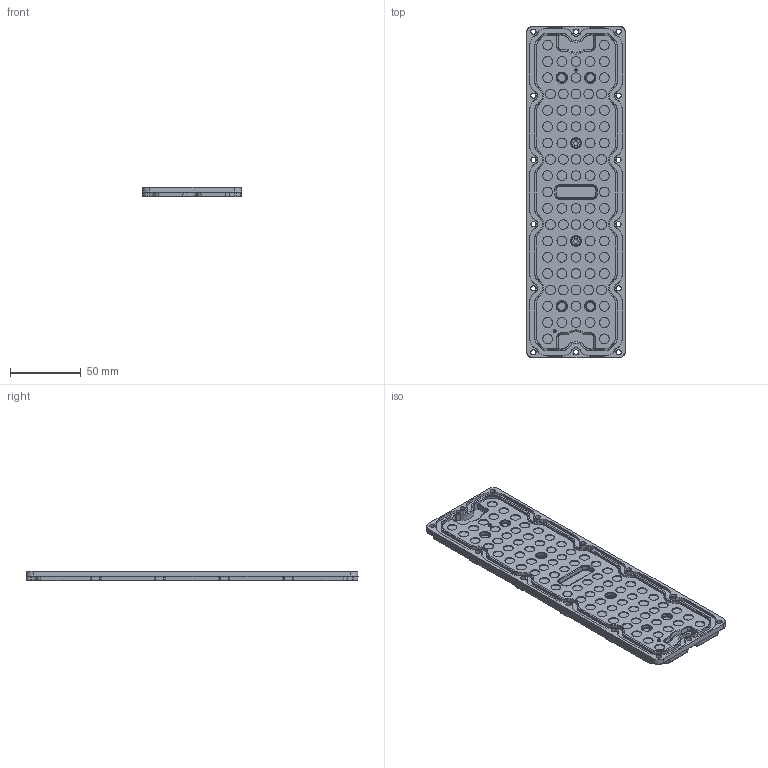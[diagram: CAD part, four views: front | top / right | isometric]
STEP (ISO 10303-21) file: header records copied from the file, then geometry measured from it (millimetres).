
FILE_DESCRIPTION(/* description */ (''),/* implementation_level */ '2;1');
FILE_NAME(/* name */ 'AJHB236D80LED60G.stp',/* time_stamp */ '2025-04-11T19:59:14+08:00',/* author */ (''),/* organization */ (''),/* preprocessor_version */ 'ST-DEVELOPER v16.7',/* originating_system */ 'SIEMENS PLM Software NX 12.0',/* authorisation */ '');
FILE_SCHEMA (('AUTOMOTIVE_DESIGN { 1 0 10303 214 3 1 1 1 }'));
Products named in the file (1): AJHB236D80LED60G_stp
Bounding box: 70 x 234 x 6.9 mm (x, y, z)
Volume: 49516.1 mm3; surface area: 48578 mm2
Topology: 1 solids, 1 shells, 1687 faces, 4189 edges, 2495 vertices
Faces by surface type: cylinder 465, cone 338, plane 310, torus 286, bspline 266, sphere 22
Entity records: 100216 total; most frequent: CARTESIAN_POINT 62282, ORIENTED_EDGE 7936, DIRECTION 7839, EDGE_CURVE 3968, AXIS2_PLACEMENT_3D 3293, VERTEX_POINT 2495, EDGE_LOOP 1927, CIRCLE 1805
